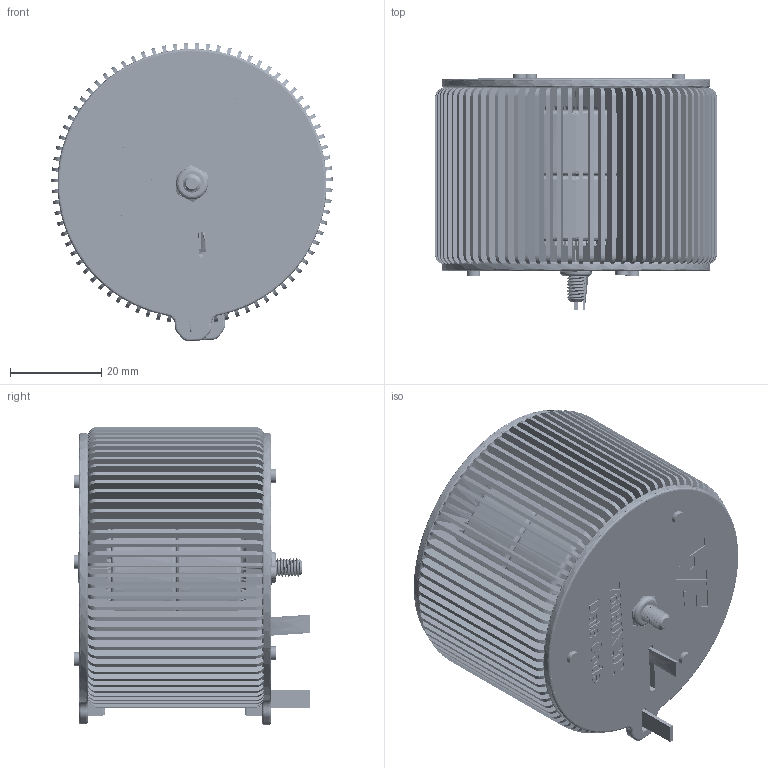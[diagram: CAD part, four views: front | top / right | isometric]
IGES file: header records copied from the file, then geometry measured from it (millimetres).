
Start section: C
Global section: file name: 76080X202.igs; native system: By Siemens PLM Incorporated; preprocessor: XPlus GENERIC/IGES 23.0.61; author: Author; organization: Title; date: 20220907.142320; units: millimetre
Bounding box: 61.69 x 51.7 x 65.42 mm (x, y, z)
Surface area: 103668.9 mm2 (no closed solid volume)
Topology: 0 solids, 0 shells, 2618 faces, 16546 edges, 16546 vertices
Faces by surface type: bspline 2618
